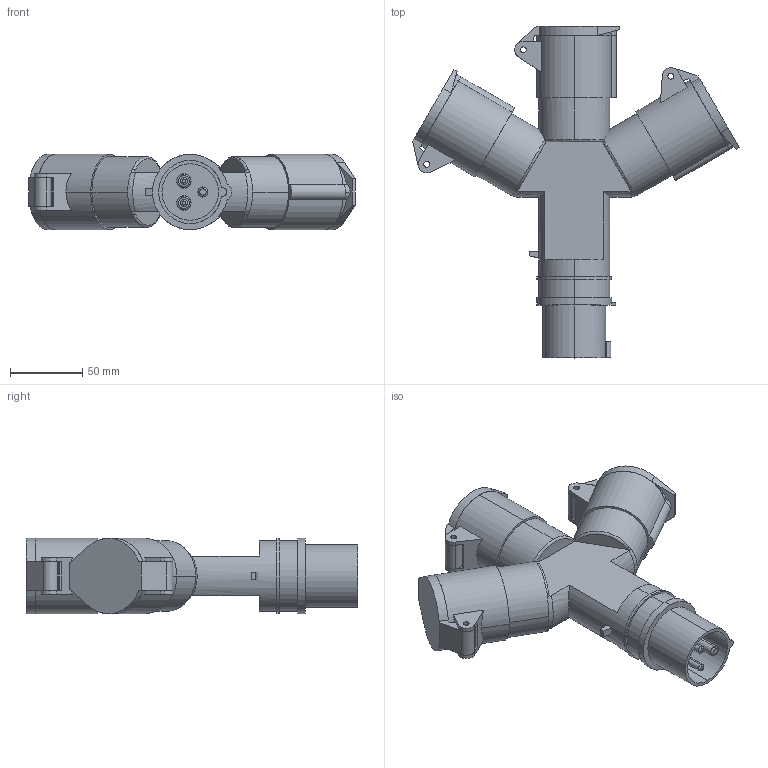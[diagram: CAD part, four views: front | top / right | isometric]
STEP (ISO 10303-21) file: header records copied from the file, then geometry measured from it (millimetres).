
FILE_DESCRIPTION (( 'STEP AP214' ), '1' );
FILE_NAME ('PAS31-016-3 Àäàïòåð òðåõëó÷åâîé TS1013 2Ð+ÐÅ 16À 250Â IP44 ÈÝÊ.STEP', '2017-01-19T09:17:39', ( '' ), ( '' ), 'SwSTEP 2.0', 'SolidWorks 2014', '' );
FILE_SCHEMA (( 'AUTOMOTIVE_DESIGN' ));
Length unit declared in the file: millimetre
Products named in the file (1): PAS31-016-3 Àäàïòåð òðåõëó÷åâîé TS1013 2Ð+ÐÅ 16À 250Â IP44 ÈÝÊ
Bounding box: 225.38 x 229 x 52 mm (x, y, z)
Volume: 554788.3 mm3; surface area: 138924.5 mm2
Topology: 4 solids, 4 shells, 294 faces, 705 edges, 458 vertices
Faces by surface type: cylinder 131, plane 117, cone 22, torus 16, bspline 8
Entity records: 9167 total; most frequent: CARTESIAN_POINT 2079, DIRECTION 1549, ORIENTED_EDGE 1410, EDGE_CURVE 705, AXIS2_PLACEMENT_3D 620, VERTEX_POINT 458, EDGE_LOOP 351, CIRCLE 333
